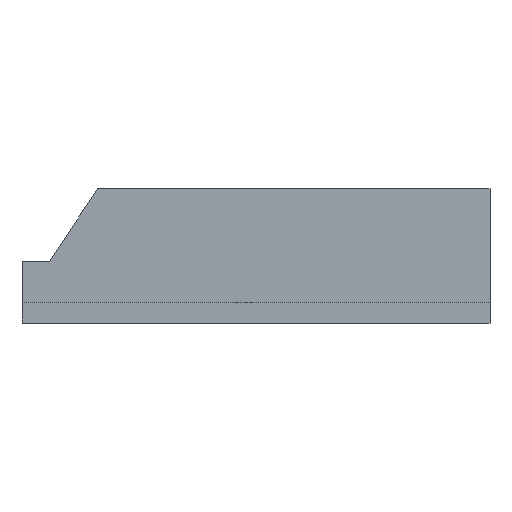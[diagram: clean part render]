
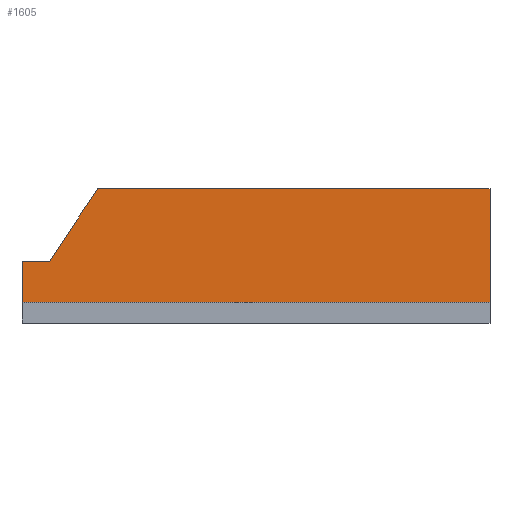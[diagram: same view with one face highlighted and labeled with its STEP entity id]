
A CAD part, left-side view. The second image highlights one B-rep face of the part: STEP entity #1605.
In plain terms, the highlighted planar face has unit normal (-1, 0, 0).
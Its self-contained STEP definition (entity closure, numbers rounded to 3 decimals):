
#91=FACE_OUTER_BOUND('',#177,.T.);
#177=EDGE_LOOP('',(#1285,#1286,#1287,#1288,#1289,#1290));
#336=LINE('',#2402,#552);
#347=LINE('',#2424,#563);
#350=LINE('',#2430,#566);
#351=LINE('',#2432,#567);
#352=LINE('',#2434,#568);
#353=LINE('',#2435,#569);
#552=VECTOR('',#1963,10.);
#563=VECTOR('',#1978,10.);
#566=VECTOR('',#1983,10.);
#567=VECTOR('',#1984,10.);
#568=VECTOR('',#1985,10.);
#569=VECTOR('',#1986,10.);
#735=VERTEX_POINT('',#2399);
#736=VERTEX_POINT('',#2401);
#745=VERTEX_POINT('',#2423);
#747=VERTEX_POINT('',#2429);
#748=VERTEX_POINT('',#2431);
#749=VERTEX_POINT('',#2433);
#926=EDGE_CURVE('',#735,#736,#336,.T.);
#937=EDGE_CURVE('',#745,#736,#347,.T.);
#940=EDGE_CURVE('',#747,#735,#350,.T.);
#941=EDGE_CURVE('',#747,#748,#351,.T.);
#942=EDGE_CURVE('',#749,#748,#352,.T.);
#943=EDGE_CURVE('',#749,#745,#353,.T.);
#1285=ORIENTED_EDGE('',*,*,#926,.F.);
#1286=ORIENTED_EDGE('',*,*,#940,.F.);
#1287=ORIENTED_EDGE('',*,*,#941,.T.);
#1288=ORIENTED_EDGE('',*,*,#942,.F.);
#1289=ORIENTED_EDGE('',*,*,#943,.T.);
#1290=ORIENTED_EDGE('',*,*,#937,.T.);
#1528=PLANE('',#1706);
#1605=ADVANCED_FACE('',(#91),#1528,.F.);
#1706=AXIS2_PLACEMENT_3D('',#2428,#1981,#1982);
#1963=DIRECTION('',(0.,-1.,0.));
#1978=DIRECTION('',(0.,0.555,-0.832));
#1981=DIRECTION('center_axis',(1.,0.,0.));
#1982=DIRECTION('ref_axis',(0.,1.,0.));
#1983=DIRECTION('',(0.,0.,1.));
#1984=DIRECTION('',(0.,-1.,0.));
#1985=DIRECTION('',(0.,0.,-1.));
#1986=DIRECTION('',(0.,1.,0.));
#2399=CARTESIAN_POINT('',(-26.,-24.859,27.883));
#2401=CARTESIAN_POINT('',(-26.,-28.859,27.883));
#2402=CARTESIAN_POINT('',(-26.,-24.859,27.883));
#2423=CARTESIAN_POINT('',(-26.,-35.859,38.383));
#2424=CARTESIAN_POINT('',(-26.,-35.859,38.383));
#2428=CARTESIAN_POINT('Origin',(-26.,-58.859,30.133));
#2429=CARTESIAN_POINT('',(-26.,-24.859,21.883));
#2430=CARTESIAN_POINT('',(-26.,-24.859,21.883));
#2431=CARTESIAN_POINT('',(-26.,-92.859,21.883));
#2432=CARTESIAN_POINT('',(-26.,-27.859,21.883));
#2433=CARTESIAN_POINT('',(-26.,-92.859,38.383));
#2434=CARTESIAN_POINT('',(-26.,-92.859,38.383));
#2435=CARTESIAN_POINT('',(-26.,-85.859,38.383));
